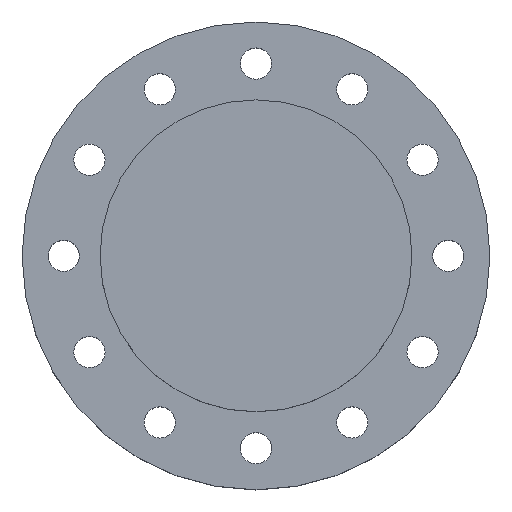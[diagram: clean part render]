
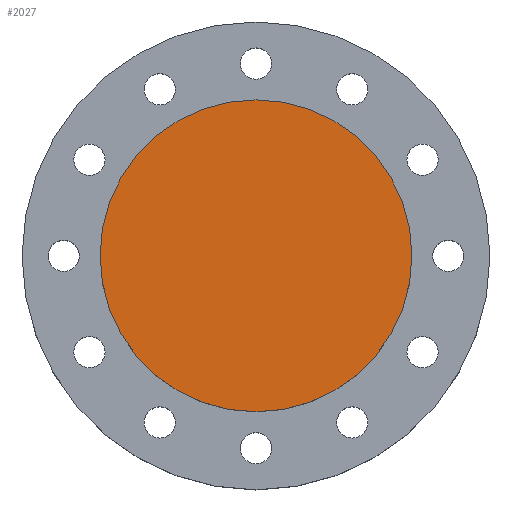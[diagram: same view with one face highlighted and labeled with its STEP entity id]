
A CAD part, top view. The second image highlights one B-rep face of the part: STEP entity #2027.
In plain terms, the highlighted planar face has unit normal (0, 0, 1).
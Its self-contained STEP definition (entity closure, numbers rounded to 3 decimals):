
#4 = VERTEX_POINT ( 'NONE', #3173 ) ;
#16 = ORIENTED_EDGE ( 'NONE', *, *, #1850, .T. ) ;
#136 = DIRECTION ( 'NONE',  ( 0., 0., 1. ) ) ;
#203 = CARTESIAN_POINT ( 'NONE',  ( 0., 0., 14.5 ) ) ;
#225 = CIRCLE ( 'NONE', #3280, 15. ) ;
#387 = AXIS2_PLACEMENT_3D ( 'NONE', #1806, #977, #1730 ) ;
#456 = DIRECTION ( 'NONE',  ( 0., 0., 1. ) ) ;
#470 = DIRECTION ( 'NONE',  ( 1., 0., 0. ) ) ;
#695 = DIRECTION ( 'NONE',  ( 1., 0., 0. ) ) ;
#923 = FACE_OUTER_BOUND ( 'NONE', #3320, .T. ) ;
#977 = DIRECTION ( 'NONE',  ( 0., 0., 1. ) ) ;
#1470 = EDGE_CURVE ( 'NONE', #4, #2476, #2530, .T. ) ;
#1730 = DIRECTION ( 'NONE',  ( 1., 0., 0. ) ) ;
#1806 = CARTESIAN_POINT ( 'NONE',  ( 0., 0., 14.5 ) ) ;
#1850 = EDGE_CURVE ( 'NONE', #2476, #4, #225, .T. ) ;
#2027 = ADVANCED_FACE ( 'NONE', ( #923 ), #2348, .T. ) ;
#2304 = ORIENTED_EDGE ( 'NONE', *, *, #1470, .T. ) ;
#2309 = CARTESIAN_POINT ( 'NONE',  ( -15., 0., 14.5 ) ) ;
#2348 = PLANE ( 'NONE',  #387 ) ;
#2476 = VERTEX_POINT ( 'NONE', #2309 ) ;
#2530 = CIRCLE ( 'NONE', #2983, 15. ) ;
#2933 = CARTESIAN_POINT ( 'NONE',  ( 0., 0., 14.5 ) ) ;
#2983 = AXIS2_PLACEMENT_3D ( 'NONE', #2933, #456, #695 ) ;
#3173 = CARTESIAN_POINT ( 'NONE',  ( 15., 0., 14.5 ) ) ;
#3280 = AXIS2_PLACEMENT_3D ( 'NONE', #203, #136, #470 ) ;
#3320 = EDGE_LOOP ( 'NONE', ( #16, #2304 ) ) ;
